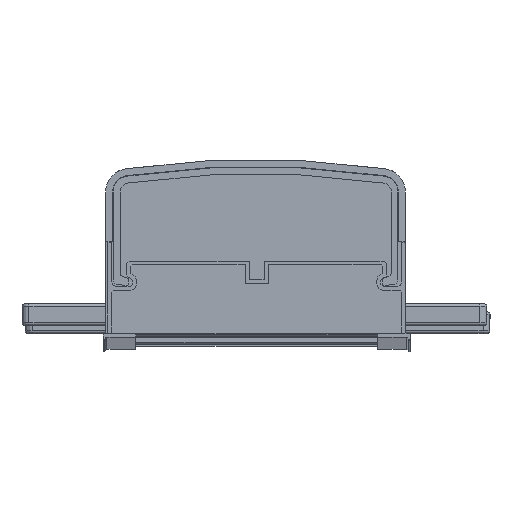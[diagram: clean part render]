
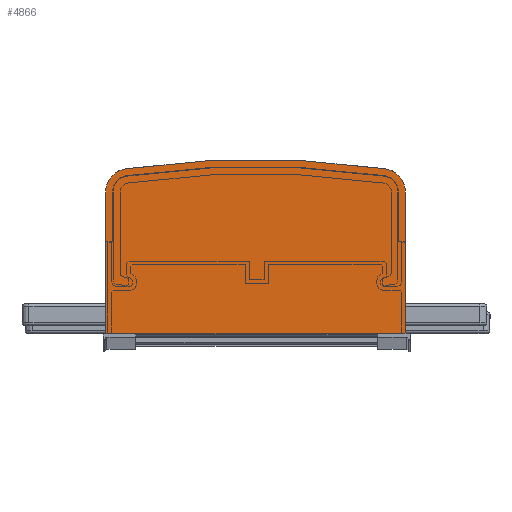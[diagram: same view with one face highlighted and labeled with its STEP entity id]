
A CAD part, top view. The second image highlights one B-rep face of the part: STEP entity #4866.
In plain terms, the highlighted face is planar.
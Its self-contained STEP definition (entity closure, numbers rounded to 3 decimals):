
#287 = DIRECTION ( 'NONE',  ( 1., 0., 0. ) ) ;
#327 = AXIS2_PLACEMENT_3D ( 'NONE', #7832, #381, #3282 ) ;
#381 = DIRECTION ( 'NONE',  ( 0., 1., 0. ) ) ;
#386 = ORIENTED_EDGE ( 'NONE', *, *, #9499, .T. ) ;
#551 = DIRECTION ( 'NONE',  ( 0., 0., 1. ) ) ;
#873 = CIRCLE ( 'NONE', #3780, 5.1 ) ;
#918 = EDGE_CURVE ( 'NONE', #5617, #6268, #7994, .T. ) ;
#1184 = AXIS2_PLACEMENT_3D ( 'NONE', #7697, #10469, #11252 ) ;
#1208 = EDGE_CURVE ( 'NONE', #6268, #5572, #5846, .T. ) ;
#1241 = ORIENTED_EDGE ( 'NONE', *, *, #918, .T. ) ;
#1681 = CIRCLE ( 'NONE', #7879, 0.5 ) ;
#1780 = DIRECTION ( 'NONE',  ( 0., 1., 0. ) ) ;
#1916 = ORIENTED_EDGE ( 'NONE', *, *, #10666, .T. ) ;
#2107 = VERTEX_POINT ( 'NONE', #5849 ) ;
#2561 = CARTESIAN_POINT ( 'NONE',  ( 32.25, 749.75, -31.206 ) ) ;
#2625 = ORIENTED_EDGE ( 'NONE', *, *, #9699, .T. ) ;
#2732 = VECTOR ( 'NONE', #551, 1000. ) ;
#2758 = CARTESIAN_POINT ( 'NONE',  ( 0., 749.75, -0.7 ) ) ;
#2836 = EDGE_CURVE ( 'NONE', #5188, #11580, #873, .T. ) ;
#3078 = DIRECTION ( 'NONE',  ( 0., 0., 1. ) ) ;
#3129 = CARTESIAN_POINT ( 'NONE',  ( 31.75, 749.75, -1.2 ) ) ;
#3147 = LINE ( 'NONE', #7822, #3769 ) ;
#3191 = EDGE_LOOP ( 'NONE', ( #8684, #7599, #2625, #1916, #11821, #386, #3700, #1241 ) ) ;
#3282 = DIRECTION ( 'NONE',  ( 0.146, 0., -0.989 ) ) ;
#3326 = DIRECTION ( 'NONE',  ( 0., 0., -1. ) ) ;
#3497 = CARTESIAN_POINT ( 'NONE',  ( -32.25, 749.75, -31.206 ) ) ;
#3538 = DIRECTION ( 'NONE',  ( 0., 1., 0. ) ) ;
#3700 = ORIENTED_EDGE ( 'NONE', *, *, #6560, .T. ) ;
#3769 = VECTOR ( 'NONE', #3326, 1000. ) ;
#3780 = AXIS2_PLACEMENT_3D ( 'NONE', #8396, #6537, #287 ) ;
#4013 = AXIS2_PLACEMENT_3D ( 'NONE', #4509, #1780, #11881 ) ;
#4217 = CIRCLE ( 'NONE', #4013, 5.1 ) ;
#4381 = EDGE_CURVE ( 'NONE', #5572, #5861, #6749, .T. ) ;
#4461 = FACE_OUTER_BOUND ( 'NONE', #3191, .T. ) ;
#4509 = CARTESIAN_POINT ( 'NONE',  ( -27.15, 749.75, -31.206 ) ) ;
#4866 = ADVANCED_FACE ( 'NONE', ( #4461 ), #11830, .T. ) ;
#4916 = CARTESIAN_POINT ( 'NONE',  ( 27.896, 749.75, -36.252 ) ) ;
#4963 = CIRCLE ( 'NONE', #327, 190.734 ) ;
#5188 = VERTEX_POINT ( 'NONE', #2561 ) ;
#5357 = VERTEX_POINT ( 'NONE', #6190 ) ;
#5572 = VERTEX_POINT ( 'NONE', #6843 ) ;
#5617 = VERTEX_POINT ( 'NONE', #5827 ) ;
#5827 = CARTESIAN_POINT ( 'NONE',  ( -32.25, 749.75, -31.206 ) ) ;
#5846 = CIRCLE ( 'NONE', #1184, 0.5 ) ;
#5849 = CARTESIAN_POINT ( 'NONE',  ( 32.25, 749.75, -1.2 ) ) ;
#5861 = VERTEX_POINT ( 'NONE', #7851 ) ;
#6190 = CARTESIAN_POINT ( 'NONE',  ( -27.896, 749.75, -36.252 ) ) ;
#6268 = VERTEX_POINT ( 'NONE', #11808 ) ;
#6537 = DIRECTION ( 'NONE',  ( 0., 1., 0. ) ) ;
#6560 = EDGE_CURVE ( 'NONE', #5357, #5617, #4217, .T. ) ;
#6749 = LINE ( 'NONE', #10435, #6928 ) ;
#6843 = CARTESIAN_POINT ( 'NONE',  ( -31.75, 749.75, -0.7 ) ) ;
#6928 = VECTOR ( 'NONE', #11163, 1000. ) ;
#7247 = DIRECTION ( 'NONE',  ( -1., 0., 0. ) ) ;
#7599 = ORIENTED_EDGE ( 'NONE', *, *, #4381, .T. ) ;
#7697 = CARTESIAN_POINT ( 'NONE',  ( -31.75, 749.75, -1.2 ) ) ;
#7822 = CARTESIAN_POINT ( 'NONE',  ( 32.25, 749.75, -1.2 ) ) ;
#7832 = CARTESIAN_POINT ( 'NONE',  ( 0., 749.75, 152.432 ) ) ;
#7851 = CARTESIAN_POINT ( 'NONE',  ( 31.75, 749.75, -0.7 ) ) ;
#7879 = AXIS2_PLACEMENT_3D ( 'NONE', #3129, #10584, #3078 ) ;
#7994 = LINE ( 'NONE', #3497, #2732 ) ;
#8081 = AXIS2_PLACEMENT_3D ( 'NONE', #2758, #3538, #7247 ) ;
#8396 = CARTESIAN_POINT ( 'NONE',  ( 27.15, 749.75, -31.206 ) ) ;
#8684 = ORIENTED_EDGE ( 'NONE', *, *, #1208, .T. ) ;
#9499 = EDGE_CURVE ( 'NONE', #11580, #5357, #4963, .T. ) ;
#9699 = EDGE_CURVE ( 'NONE', #5861, #2107, #1681, .T. ) ;
#10435 = CARTESIAN_POINT ( 'NONE',  ( -31.75, 749.75, -0.7 ) ) ;
#10469 = DIRECTION ( 'NONE',  ( 0., 1., 0. ) ) ;
#10584 = DIRECTION ( 'NONE',  ( 0., 1., 0. ) ) ;
#10666 = EDGE_CURVE ( 'NONE', #2107, #5188, #3147, .T. ) ;
#11163 = DIRECTION ( 'NONE',  ( 1., 0., 0. ) ) ;
#11252 = DIRECTION ( 'NONE',  ( -1., 0., 0. ) ) ;
#11580 = VERTEX_POINT ( 'NONE', #4916 ) ;
#11808 = CARTESIAN_POINT ( 'NONE',  ( -32.25, 749.75, -1.2 ) ) ;
#11821 = ORIENTED_EDGE ( 'NONE', *, *, #2836, .T. ) ;
#11830 = PLANE ( 'NONE',  #8081 ) ;
#11881 = DIRECTION ( 'NONE',  ( -0.146, 0., -0.989 ) ) ;
